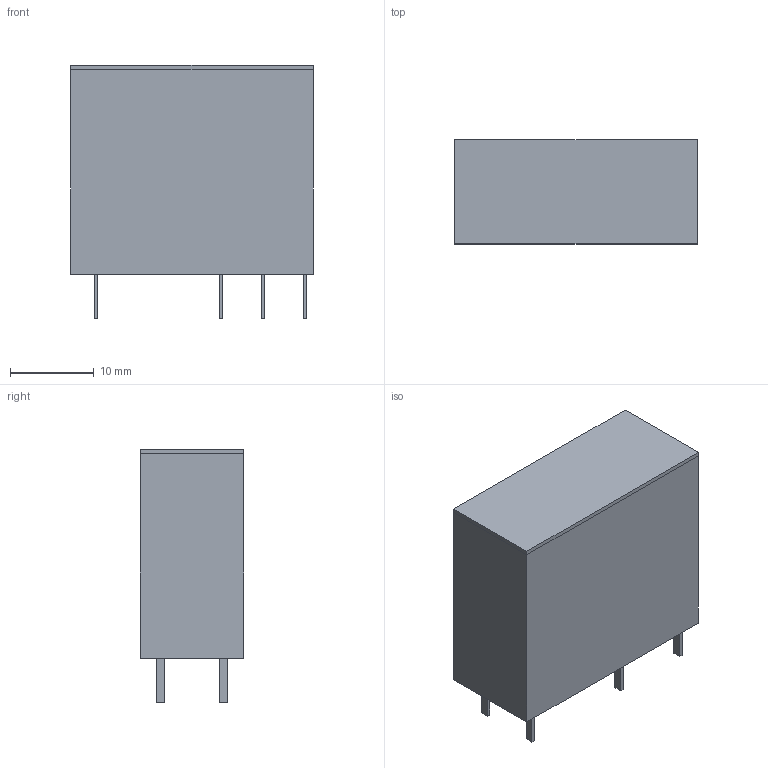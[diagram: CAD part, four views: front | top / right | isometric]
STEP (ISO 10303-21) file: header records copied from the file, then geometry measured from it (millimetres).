
FILE_DESCRIPTION(('FreeCAD Model'),'2;1');
FILE_NAME('Relay_SPDT_Finder_40.51.step','2018-01-27T11:50:55',('kicad StepUp'),( 'ksu MCAD'),'Open CASCADE STEP processor 6.8','FreeCAD','Unknown');
FILE_SCHEMA(('AUTOMOTIVE_DESIGN_CC2 { 1 2 10303 214 -1 1 5 4 }'));
Length unit declared in the file: millimetre
Products named in the file (1): Relay_SPDT_Finder_40.51
Bounding box: 29 x 12.4 x 30.3 mm (x, y, z)
Volume: 4798.3 mm3; surface area: 6913.2 mm2
Topology: 2 solids, 2 shells, 60 faces, 137 edges, 90 vertices
Faces by surface type: plane 57, cylinder 3
Full cylindrical faces by diameter (mm): 9.4 x1, 10 x2
Entity records: 1209 total; most frequent: ORIENTED_EDGE 217, EDGE_CURVE 137, CARTESIAN_POINT 135, LINE 131, VERTEX_POINT 90, FACE_BOUND 69, EDGE_LOOP 69, AXIS2_PLACEMENT_3D 67
